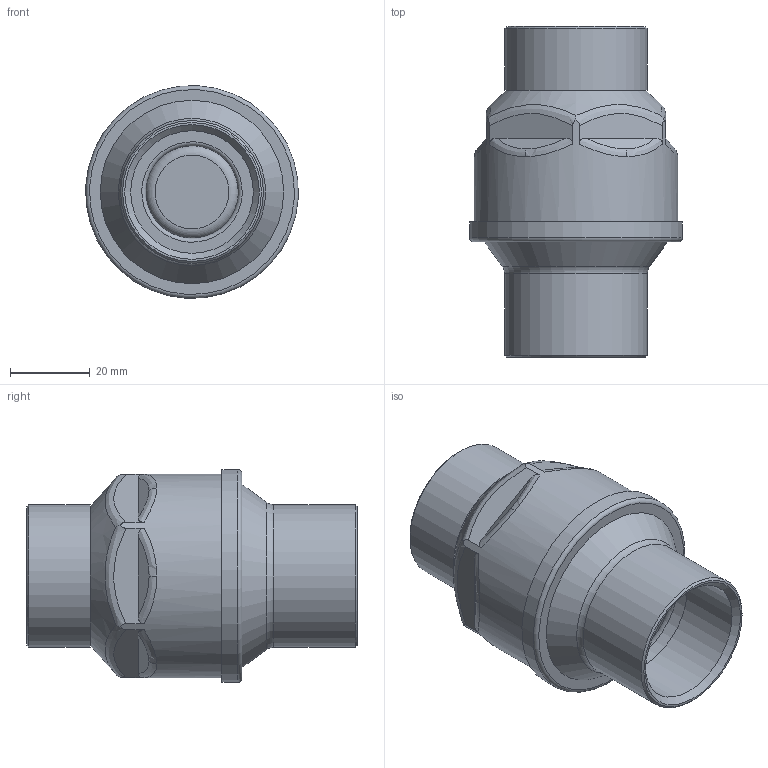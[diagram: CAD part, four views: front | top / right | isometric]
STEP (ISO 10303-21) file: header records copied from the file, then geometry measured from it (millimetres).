
FILE_DESCRIPTION(/* description */ ('Unknown','CAx-IF Rec.Pracs.---Representation and Presentation of Product Manufacturing Information (PMI)---4.0---2014-10-13','CAx-IF Rec.Pracs.---3D Tessellated Geometry---0.4---2014-09-14','2;1'),/* implementation_level */ '2;1');
FILE_NAME(/* name */ '9130-06',/* time_stamp */ '2023-10-24T09:46:59+02:00',/* author */ ('Unknown'),/* organization */ ('Unknown'),/* preprocessor_version */ 'ST-DEVELOPER v18.102',/* originating_system */ 'Solid Edge',/* authorisation */ 'Unknown');
FILE_SCHEMA (('AP242_MANAGED_MODEL_BASED_3D_ENGINEERING_MIM_LF { 1 0 10303 442 1 1 4 }'));
Length unit declared in the file: millimetre
Products named in the file (1): 9130-06
Bounding box: 53.32 x 83 x 53.32 mm (x, y, z)
Volume: 26326.5 mm3; surface area: 33574.8 mm2
Topology: 1 solids, 5 shells, 232 faces, 610 edges, 398 vertices
Faces by surface type: plane 92, cylinder 56, bspline 37, torus 32, cone 15
Full cylindrical faces by diameter (mm): 4 x1, 4.3 x1, 6.2 x1, 8 x1, 12 x1, 20.5 x1, 23.2 x1, 23.5 x1, 25.6 x1, 26.1 x1, 29.1 x1, 29.7 x1, 30.5 x1, 30.75 x1, 32.8 x1, 33.7 x1, 33.8 x1, 35.2 x2, 35.8 x2, 39 x1, 49 x1, 51 x2, 53.4 x1
Entity records: 10322 total; most frequent: CARTESIAN_POINT 5135, ORIENTED_EDGE 1040, DIRECTION 1006, EDGE_CURVE 520, AXIS2_PLACEMENT_3D 422, VERTEX_POINT 370, EDGE_LOOP 324, FACE_BOUND 324
